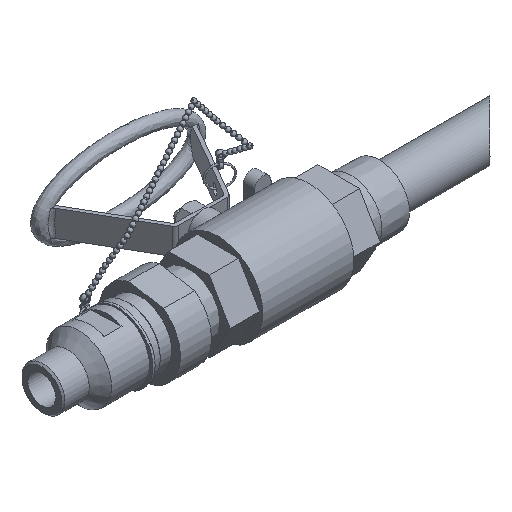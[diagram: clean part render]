
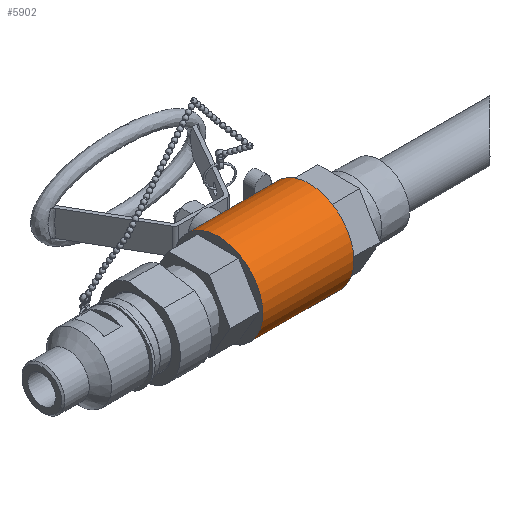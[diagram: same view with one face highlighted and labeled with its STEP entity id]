
A CAD part, isometric view. The second image highlights one B-rep face of the part: STEP entity #5902.
In plain terms, the highlighted cylindrical face has radius 34.722 mm (diameter 69.444 mm), a full revolution.
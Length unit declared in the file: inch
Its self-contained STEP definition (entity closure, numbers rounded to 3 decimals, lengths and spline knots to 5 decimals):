
#13=B_SPLINE_CURVE_WITH_KNOTS('',3,(#10278,#10279,#10280,#10281,#10282,
#10283,#10284,#10285,#10286,#10287,#10288,#10289,#10290,#10291,#10292,#10293,
#10294,#10295,#10296,#10297,#10298,#10299),.UNSPECIFIED.,.T.,.F.,(4,1,1,
1,1,1,1,1,1,1,1,1,1,1,1,1,1,1,1,4),(-14.79246,-14.08806,
-13.38365,-12.67925,-11.97485,-11.03564,
-10.80084,-10.56604,-10.09644,-9.15724,
-8.68764,-8.21803,-8.10063,-7.98323,
-7.74843,-7.27883,-6.80923,-6.33963,
-5.63522,-4.93082),.UNSPECIFIED.);
#145=FACE_BOUND('',#1628,.T.);
#146=FACE_BOUND('',#1629,.T.);
#431=LINE('',#10143,#735);
#433=LINE('',#10149,#737);
#439=LINE('',#10332,#743);
#735=VECTOR('',#8443,0.3937);
#737=VECTOR('',#8449,0.3937);
#743=VECTOR('',#8479,1.367);
#884=CYLINDRICAL_SURFACE('',#6706,1.367);
#1255=FACE_OUTER_BOUND('',#1627,.T.);
#1627=EDGE_LOOP('',(#4908,#4909,#4910,#4911));
#1628=EDGE_LOOP('',(#4912,#4913,#4914,#4915));
#1629=EDGE_LOOP('',(#4916));
#2094=CIRCLE('',#6681,1.367);
#2095=CIRCLE('',#6689,1.367);
#2096=CIRCLE('',#6691,1.367);
#2100=CIRCLE('',#6699,1.367);
#2577=VERTEX_POINT('',#10087);
#2590=VERTEX_POINT('',#10126);
#2591=VERTEX_POINT('',#10129);
#2592=VERTEX_POINT('',#10130);
#2597=VERTEX_POINT('',#10142);
#2599=VERTEX_POINT('',#10148);
#2604=VERTEX_POINT('',#10276);
#3348=EDGE_CURVE('',#2577,#2577,#2094,.T.);
#3367=EDGE_CURVE('',#2590,#2590,#2095,.T.);
#3368=EDGE_CURVE('',#2591,#2592,#2096,.T.);
#3374=EDGE_CURVE('',#2597,#2591,#431,.T.);
#3377=EDGE_CURVE('',#2592,#2599,#433,.T.);
#3382=EDGE_CURVE('',#2599,#2597,#2100,.T.);
#3387=EDGE_CURVE('',#2604,#2604,#13,.T.);
#3392=EDGE_CURVE('',#2590,#2577,#439,.T.);
#4908=ORIENTED_EDGE('',*,*,#3367,.T.);
#4909=ORIENTED_EDGE('',*,*,#3392,.T.);
#4910=ORIENTED_EDGE('',*,*,#3348,.T.);
#4911=ORIENTED_EDGE('',*,*,#3392,.F.);
#4912=ORIENTED_EDGE('',*,*,#3374,.T.);
#4913=ORIENTED_EDGE('',*,*,#3368,.T.);
#4914=ORIENTED_EDGE('',*,*,#3377,.T.);
#4915=ORIENTED_EDGE('',*,*,#3382,.T.);
#4916=ORIENTED_EDGE('',*,*,#3387,.F.);
#5902=ADVANCED_FACE('',(#1255,#145,#146),#884,.T.);
#6681=AXIS2_PLACEMENT_3D('',#10088,#8396,#8397);
#6689=AXIS2_PLACEMENT_3D('',#10127,#8430,#8431);
#6691=AXIS2_PLACEMENT_3D('',#10131,#8434,#8435);
#6699=AXIS2_PLACEMENT_3D('',#10158,#8460,#8461);
#6706=AXIS2_PLACEMENT_3D('',#10331,#8477,#8478);
#8396=DIRECTION('center_axis',(1.,0.,0.));
#8397=DIRECTION('ref_axis',(0.,1.,-0.002));
#8430=DIRECTION('center_axis',(-1.,0.,0.));
#8431=DIRECTION('ref_axis',(0.,1.,-0.002));
#8434=DIRECTION('center_axis',(1.,0.,0.));
#8435=DIRECTION('ref_axis',(0.,1.,-0.002));
#8443=DIRECTION('',(1.,0.,0.));
#8449=DIRECTION('',(-1.,0.,0.));
#8460=DIRECTION('center_axis',(-1.,0.,0.));
#8461=DIRECTION('ref_axis',(0.,1.,-0.002));
#8477=DIRECTION('center_axis',(1.,0.,0.));
#8478=DIRECTION('ref_axis',(0.,1.,-0.002));
#8479=DIRECTION('',(-1.,0.,0.));
#10087=CARTESIAN_POINT('',(-2.54391,-1.25543,-0.23334));
#10088=CARTESIAN_POINT('Origin',(-2.5439,0.11157,-0.2354));
#10126=CARTESIAN_POINT('',(0.25609,-1.25543,-0.23334));
#10127=CARTESIAN_POINT('Origin',(0.2561,0.11157,-0.2354));
#10129=CARTESIAN_POINT('',(0.1561,1.18529,-1.08145));
#10130=CARTESIAN_POINT('',(0.1561,1.18784,0.60741));
#10131=CARTESIAN_POINT('Origin',(0.1561,0.11157,-0.2354));
#10142=CARTESIAN_POINT('',(-0.3439,1.1853,-1.08145));
#10143=CARTESIAN_POINT('',(-1.1439,1.1853,-1.08145));
#10148=CARTESIAN_POINT('',(-0.3439,1.18784,0.60741));
#10149=CARTESIAN_POINT('',(-1.1439,1.18784,0.60741));
#10158=CARTESIAN_POINT('Origin',(-0.3439,0.11157,-0.2354));
#10276=CARTESIAN_POINT('',(-1.36111,1.37772,-0.7507));
#10278=CARTESIAN_POINT('Ctrl Pts',(-1.36111,1.37772,-0.7507));
#10279=CARTESIAN_POINT('Ctrl Pts',(-1.44752,1.38956,-0.72161));
#10280=CARTESIAN_POINT('Ctrl Pts',(-1.60225,1.42478,-0.62981));
#10281=CARTESIAN_POINT('Ctrl Pts',(-1.74825,1.47412,-0.41555));
#10282=CARTESIAN_POINT('Ctrl Pts',(-1.77455,1.48449,-0.16035));
#10283=CARTESIAN_POINT('Ctrl Pts',(-1.66217,1.4442,0.10292));
#10284=CARTESIAN_POINT('Ctrl Pts',(-1.46766,1.39181,0.24599));
#10285=CARTESIAN_POINT('Ctrl Pts',(-1.29203,1.37051,0.29744));
#10286=CARTESIAN_POINT('Ctrl Pts',(-1.1695,1.36247,0.31593));
#10287=CARTESIAN_POINT('Ctrl Pts',(-0.94937,1.36771,
0.30411));
#10288=CARTESIAN_POINT('Ctrl Pts',(-0.72865,1.4146,
0.19251));
#10289=CARTESIAN_POINT('Ctrl Pts',(-0.58715,1.45844,
0.01419));
#10290=CARTESIAN_POINT('Ctrl Pts',(-0.54283,1.47379,
-0.10499));
#10291=CARTESIAN_POINT('Ctrl Pts',(-0.53093,1.47792,
-0.1868));
#10292=CARTESIAN_POINT('Ctrl Pts',(-0.52753,1.47905,
-0.24235));
#10293=CARTESIAN_POINT('Ctrl Pts',(-0.534,1.47661,
-0.33934));
#10294=CARTESIAN_POINT('Ctrl Pts',(-0.57819,1.46064,
-0.47302));
#10295=CARTESIAN_POINT('Ctrl Pts',(-0.68028,1.42831,
-0.60991));
#10296=CARTESIAN_POINT('Ctrl Pts',(-0.84542,1.38696,-0.73199));
#10297=CARTESIAN_POINT('Ctrl Pts',(-1.08538,1.35504,-0.80271));
#10298=CARTESIAN_POINT('Ctrl Pts',(-1.27469,1.36588,-0.7798));
#10299=CARTESIAN_POINT('Ctrl Pts',(-1.36111,1.37772,-0.7507));
#10331=CARTESIAN_POINT('Origin',(-1.1439,0.11157,-0.2354));
#10332=CARTESIAN_POINT('',(-1.14391,-1.25543,-0.23334));
